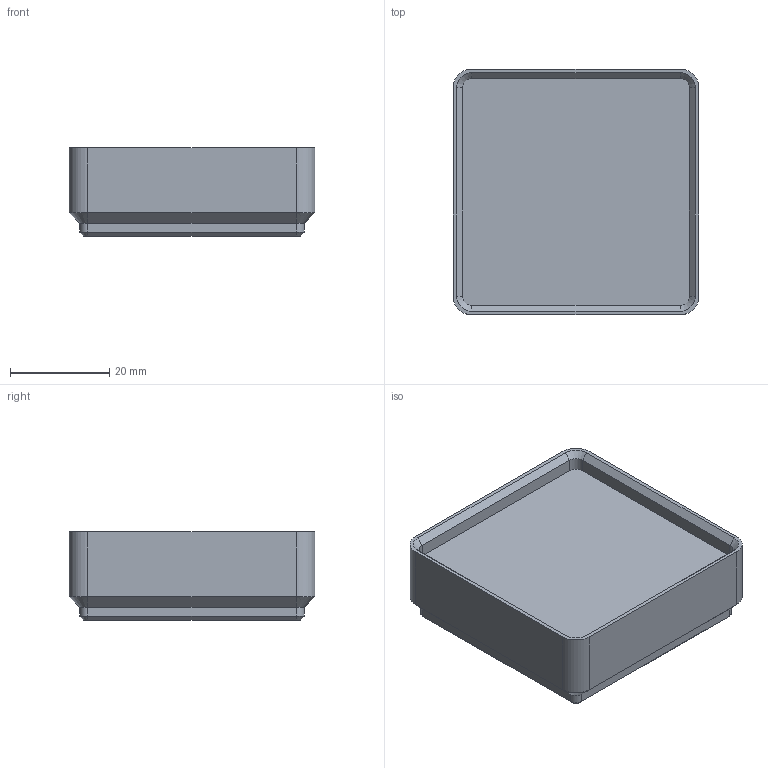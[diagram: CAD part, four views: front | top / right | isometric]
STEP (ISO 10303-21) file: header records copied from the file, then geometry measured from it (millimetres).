
FILE_DESCRIPTION(/* description */ (''),/* implementation_level */ '2;1');
FILE_NAME(/* name */ '50mm Gridfinity Solid Tray 1x1 (2H) v2.step',/* time_stamp */ '2025-10-05T22:38:40-04:00',/* author */ (''),/* organization */ (''),/* preprocessor_version */ 'ST-DEVELOPER v20.1',/* originating_system */ 'Autodesk Translation Framework v14.17.0.0',/* authorisation */ '');
FILE_SCHEMA (('AUTOMOTIVE_DESIGN { 1 0 10303 214 3 1 1 }'));
Length unit declared in the file: millimetre
Products named in the file (2): 50mm Gridfinity Solid Tray 1x1 (2H); Gridfinity bin 1x1x2
Assembly tree (1 placements, depth 2):
  50mm Gridfinity Solid Tray 1x1 (2H)
    Gridfinity bin 1x1x2
Bounding box: 49.5 x 49.5 x 17.8 mm (x, y, z)
Volume: 33821.5 mm3; surface area: 8477.7 mm2
Topology: 1 solids, 1 shells, 51 faces, 112 edges, 64 vertices
Faces by surface type: plane 27, cylinder 12, cone 12
Entity records: 1415 total; most frequent: DIRECTION 252, CARTESIAN_POINT 230, ORIENTED_EDGE 224, EDGE_CURVE 112, AXIS2_PLACEMENT_3D 86, LINE 80, VECTOR 80, VERTEX_POINT 64
